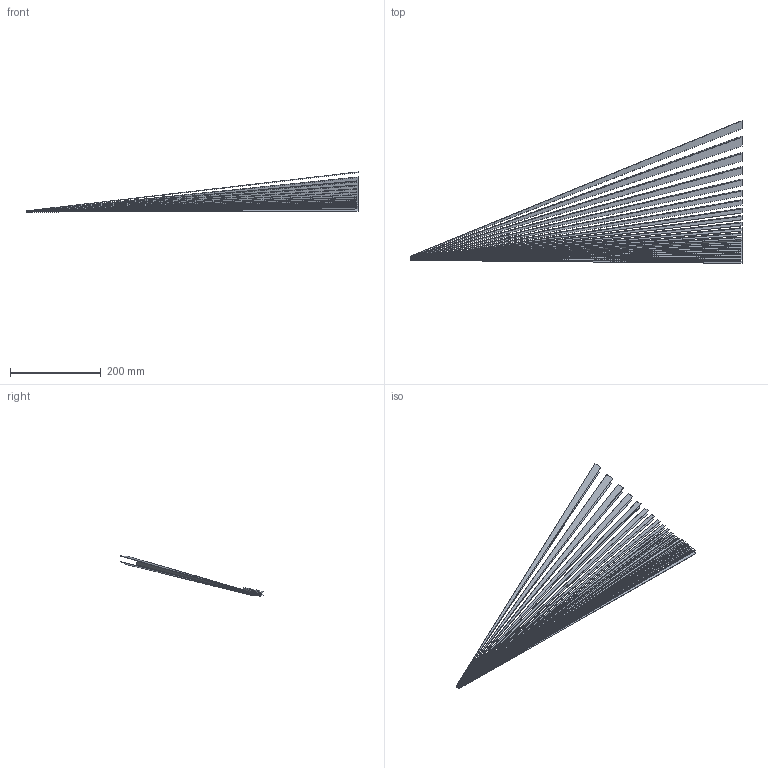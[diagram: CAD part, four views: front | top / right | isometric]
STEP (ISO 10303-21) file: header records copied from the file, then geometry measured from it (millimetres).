
FILE_DESCRIPTION(('FreeCAD Model'),'2;1');
FILE_NAME( 'block_14.step', '2021-06-02T11:43:37',('Author'),(''), 'Open CASCADE STEP processor 7.3','FreeCAD','Unknown');
FILE_SCHEMA(('AUTOMOTIVE_DESIGN { 1 0 10303 214 1 1 1 1 }'));
Length unit declared in the file: millimetre
Products named in the file (1): Part_14
Bounding box: 730 x 313.6 x 88.32 mm (x, y, z)
Volume: 55728.6 mm3; surface area: 384681.1 mm2
Topology: 10 solids, 10 shells, 339 faces, 949 edges, 629 vertices
Faces by surface type: plane 339
Entity records: 22085 total; most frequent: CARTESIAN_POINT 4811, DIRECTION 2532, ORIENTED_EDGE 1898, PCURVE 1898, DEFINITIONAL_REPRESENTATION 1898, LINE 1852, VECTOR 1852, B_SPLINE_CURVE_WITH_KNOTS 995
